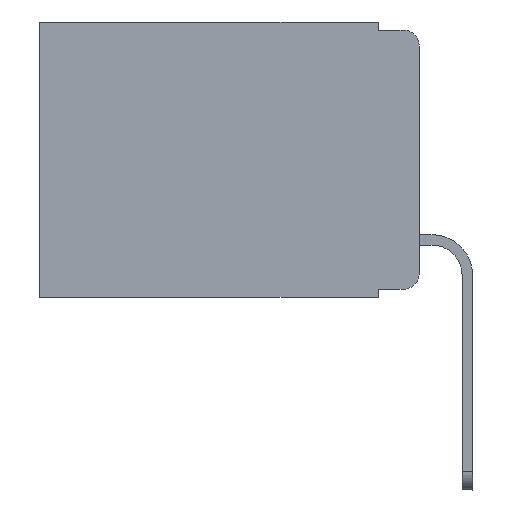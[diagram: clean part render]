
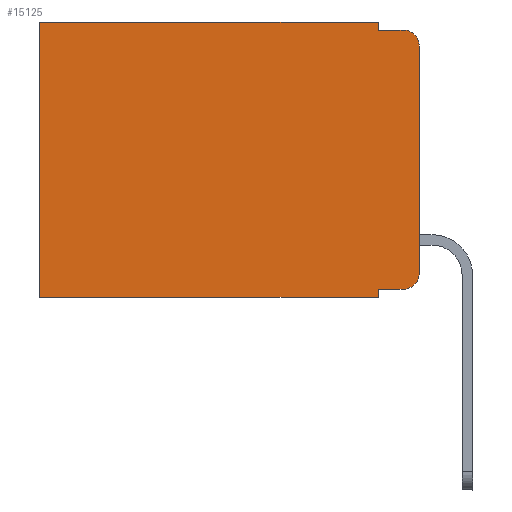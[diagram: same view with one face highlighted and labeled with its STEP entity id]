
A CAD part, left-side view. The second image highlights one B-rep face of the part: STEP entity #15125.
In plain terms, the highlighted planar face has unit normal (-1, 0, 0).
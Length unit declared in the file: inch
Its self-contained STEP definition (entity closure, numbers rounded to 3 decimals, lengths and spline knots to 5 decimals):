
#190 = VECTOR ( 'NONE', #636, 39.37008 ) ;
#475 = VERTEX_POINT ( 'NONE', #3494 ) ;
#548 = ORIENTED_EDGE ( 'NONE', *, *, #8971, .T. ) ;
#636 = DIRECTION ( 'NONE',  ( 0., -1., 0. ) ) ;
#824 = CARTESIAN_POINT ( 'NONE',  ( 0.298, 0.473, 0. ) ) ;
#987 = VERTEX_POINT ( 'NONE', #16705 ) ;
#1265 = VERTEX_POINT ( 'NONE', #5421 ) ;
#1439 = VERTEX_POINT ( 'NONE', #9162 ) ;
#1499 = EDGE_CURVE ( 'NONE', #987, #10038, #2545, .T. ) ;
#1613 = ORIENTED_EDGE ( 'NONE', *, *, #11551, .F. ) ;
#1904 = CARTESIAN_POINT ( 'NONE',  ( 0.298, 0.051, -0.333 ) ) ;
#2461 = VERTEX_POINT ( 'NONE', #11855 ) ;
#2545 = LINE ( 'NONE', #824, #17123 ) ;
#2846 = EDGE_LOOP ( 'NONE', ( #8733, #3176, #18399, #21073, #548, #4243, #1613, #6537, #15912, #8427 ) ) ;
#3176 = ORIENTED_EDGE ( 'NONE', *, *, #18065, .T. ) ;
#3321 = LINE ( 'NONE', #8439, #13764 ) ;
#3494 = CARTESIAN_POINT ( 'NONE',  ( 0.298, 0.051, -0.01 ) ) ;
#3558 = CARTESIAN_POINT ( 'NONE',  ( 0.298, 0.051, 0. ) ) ;
#3639 = EDGE_CURVE ( 'NONE', #14523, #2461, #11044, .T. ) ;
#3644 = DIRECTION ( 'NONE',  ( 0., -1., 0. ) ) ;
#4243 = ORIENTED_EDGE ( 'NONE', *, *, #1499, .T. ) ;
#4250 = DIRECTION ( 'NONE',  ( 0., 0., -1. ) ) ;
#4293 = AXIS2_PLACEMENT_3D ( 'NONE', #12598, #19852, #16411 ) ;
#4517 = CARTESIAN_POINT ( 'NONE',  ( 0.298, 0.051, 0. ) ) ;
#4526 = VECTOR ( 'NONE', #16149, 39.37008 ) ;
#4811 = EDGE_CURVE ( 'NONE', #1439, #16950, #5790, .T. ) ;
#4866 = EDGE_CURVE ( 'NONE', #14523, #1265, #16038, .T. ) ;
#5255 = LINE ( 'NONE', #11891, #6567 ) ;
#5421 = CARTESIAN_POINT ( 'NONE',  ( 0.298, 0.051, -0.343 ) ) ;
#5498 = DIRECTION ( 'NONE',  ( 0., 0., -1. ) ) ;
#5724 = VERTEX_POINT ( 'NONE', #21086 ) ;
#5760 = LINE ( 'NONE', #12294, #8189 ) ;
#5790 = LINE ( 'NONE', #15625, #9986 ) ;
#5794 = CARTESIAN_POINT ( 'NONE',  ( 0.298, 0.473, -0.343 ) ) ;
#6433 = DIRECTION ( 'NONE',  ( 0., 0., -1. ) ) ;
#6537 = ORIENTED_EDGE ( 'NONE', *, *, #4866, .F. ) ;
#6567 = VECTOR ( 'NONE', #10073, 39.37008 ) ;
#7073 = VERTEX_POINT ( 'NONE', #3558 ) ;
#7309 = CARTESIAN_POINT ( 'NONE',  ( 0.298, 0.02, -0.313 ) ) ;
#8140 = EDGE_CURVE ( 'NONE', #2461, #16950, #10095, .T. ) ;
#8189 = VECTOR ( 'NONE', #14406, 39.37008 ) ;
#8427 = ORIENTED_EDGE ( 'NONE', *, *, #8140, .T. ) ;
#8439 = CARTESIAN_POINT ( 'NONE',  ( 0.298, 0.051, 0. ) ) ;
#8445 = CARTESIAN_POINT ( 'NONE',  ( 0.298, 0.051, -0.01 ) ) ;
#8733 = ORIENTED_EDGE ( 'NONE', *, *, #4811, .F. ) ;
#8971 = EDGE_CURVE ( 'NONE', #7073, #987, #5760, .T. ) ;
#9162 = CARTESIAN_POINT ( 'NONE',  ( 0.298, 0., -0.03 ) ) ;
#9986 = VECTOR ( 'NONE', #14126, 39.37008 ) ;
#10038 = VERTEX_POINT ( 'NONE', #5794 ) ;
#10073 = DIRECTION ( 'NONE',  ( 0., 1., 0. ) ) ;
#10095 = CIRCLE ( 'NONE', #21042, 0.02 ) ;
#10157 = LINE ( 'NONE', #8445, #190 ) ;
#11044 = LINE ( 'NONE', #17558, #19897 ) ;
#11487 = DIRECTION ( 'NONE',  ( -1., 0., 0. ) ) ;
#11551 = EDGE_CURVE ( 'NONE', #1265, #10038, #5255, .T. ) ;
#11764 = DIRECTION ( 'NONE',  ( 0., 0., -1. ) ) ;
#11855 = CARTESIAN_POINT ( 'NONE',  ( 0.298, 0.02, -0.333 ) ) ;
#11891 = CARTESIAN_POINT ( 'NONE',  ( 0.298, 0., -0.343 ) ) ;
#12004 = EDGE_CURVE ( 'NONE', #7073, #475, #3321, .T. ) ;
#12294 = CARTESIAN_POINT ( 'NONE',  ( 0.298, 0., 0. ) ) ;
#12598 = CARTESIAN_POINT ( 'NONE',  ( 0.298, 0.02, -0.03 ) ) ;
#13611 = CARTESIAN_POINT ( 'NONE',  ( 0.298, 0., 0. ) ) ;
#13764 = VECTOR ( 'NONE', #11764, 39.37008 ) ;
#14119 = AXIS2_PLACEMENT_3D ( 'NONE', #13611, #20158, #5498 ) ;
#14126 = DIRECTION ( 'NONE',  ( 0., 0., -1. ) ) ;
#14406 = DIRECTION ( 'NONE',  ( 0., 1., 0. ) ) ;
#14523 = VERTEX_POINT ( 'NONE', #1904 ) ;
#15125 = ADVANCED_FACE ( 'NONE', ( #18439 ), #16820, .F. ) ;
#15625 = CARTESIAN_POINT ( 'NONE',  ( 0.298, 0., 0. ) ) ;
#15874 = CIRCLE ( 'NONE', #4293, 0.02 ) ;
#15912 = ORIENTED_EDGE ( 'NONE', *, *, #3639, .T. ) ;
#16038 = LINE ( 'NONE', #4517, #4526 ) ;
#16149 = DIRECTION ( 'NONE',  ( 0., 0., -1. ) ) ;
#16411 = DIRECTION ( 'NONE',  ( 0., 0., -1. ) ) ;
#16705 = CARTESIAN_POINT ( 'NONE',  ( 0.298, 0.473, 0. ) ) ;
#16820 = PLANE ( 'NONE',  #14119 ) ;
#16950 = VERTEX_POINT ( 'NONE', #20448 ) ;
#17117 = EDGE_CURVE ( 'NONE', #475, #5724, #10157, .T. ) ;
#17123 = VECTOR ( 'NONE', #4250, 39.37008 ) ;
#17558 = CARTESIAN_POINT ( 'NONE',  ( 0.298, 0.051, -0.333 ) ) ;
#18065 = EDGE_CURVE ( 'NONE', #1439, #5724, #15874, .T. ) ;
#18399 = ORIENTED_EDGE ( 'NONE', *, *, #17117, .F. ) ;
#18439 = FACE_OUTER_BOUND ( 'NONE', #2846, .T. ) ;
#19852 = DIRECTION ( 'NONE',  ( -1., 0., 0. ) ) ;
#19897 = VECTOR ( 'NONE', #3644, 39.37008 ) ;
#20158 = DIRECTION ( 'NONE',  ( 1., 0., 0. ) ) ;
#20448 = CARTESIAN_POINT ( 'NONE',  ( 0.298, 0., -0.313 ) ) ;
#21042 = AXIS2_PLACEMENT_3D ( 'NONE', #7309, #11487, #6433 ) ;
#21073 = ORIENTED_EDGE ( 'NONE', *, *, #12004, .F. ) ;
#21086 = CARTESIAN_POINT ( 'NONE',  ( 0.298, 0.02, -0.01 ) ) ;
